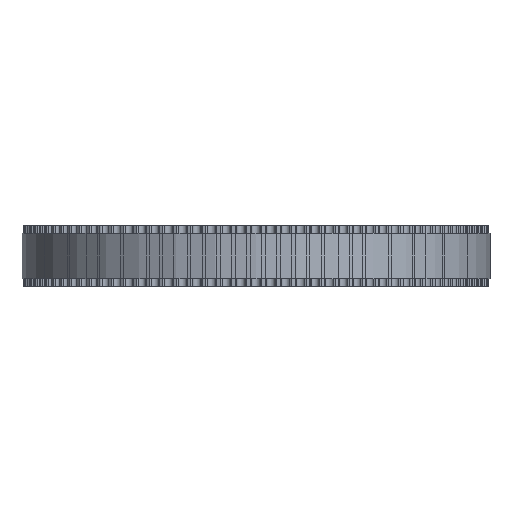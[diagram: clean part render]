
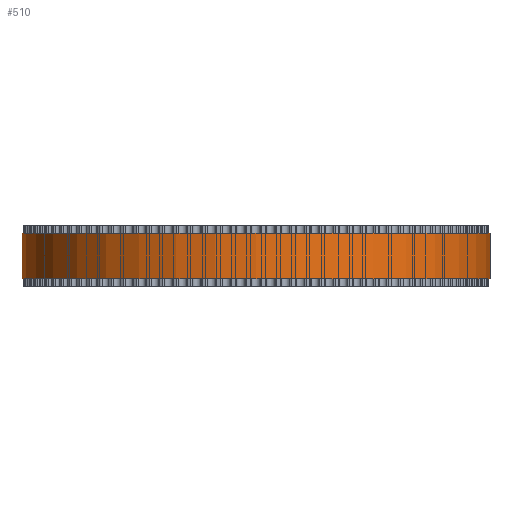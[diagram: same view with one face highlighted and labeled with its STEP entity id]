
A CAD part, front view. The second image highlights one B-rep face of the part: STEP entity #510.
In plain terms, the highlighted cylindrical face has radius 30.876 mm (diameter 61.752 mm), a full revolution.
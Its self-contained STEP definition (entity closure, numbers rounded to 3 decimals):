
#97=FACE_BOUND('',#1680,.T.);
#98=FACE_BOUND('',#1681,.T.);
#510=ADVANCED_FACE('',(#97,#98),#899,.T.);
#899=CYLINDRICAL_SURFACE('',#8679,30.876);
#1680=EDGE_LOOP('',(#4786));
#1681=EDGE_LOOP('',(#4787));
#4786=ORIENTED_EDGE('',*,*,#6730,.T.);
#4787=ORIENTED_EDGE('',*,*,#6731,.T.);
#5564=VERTEX_POINT('',#13740);
#5565=VERTEX_POINT('',#13742);
#6730=EDGE_CURVE('',#5564,#5564,#7508,.T.);
#6731=EDGE_CURVE('',#5565,#5565,#7509,.T.);
#7508=CIRCLE('',#8677,30.876);
#7509=CIRCLE('',#8678,30.876);
#8677=AXIS2_PLACEMENT_3D('',#13739,#11402,#11403);
#8678=AXIS2_PLACEMENT_3D('',#13741,#11404,#11405);
#8679=AXIS2_PLACEMENT_3D('',#13743,#11406,#11407);
#11402=DIRECTION('',(0.,0.,1.));
#11403=DIRECTION('',(1.,0.,0.));
#11404=DIRECTION('',(0.,0.,-1.));
#11405=DIRECTION('',(1.,0.,0.));
#11406=DIRECTION('',(0.,0.,1.));
#11407=DIRECTION('',(1.,0.,0.));
#13739=CARTESIAN_POINT('',(0.,0.,1.));
#13740=CARTESIAN_POINT('',(30.876,0.,1.));
#13741=CARTESIAN_POINT('',(0.,0.,7.));
#13742=CARTESIAN_POINT('',(30.876,0.,7.));
#13743=CARTESIAN_POINT('',(0.,0.,1.));
